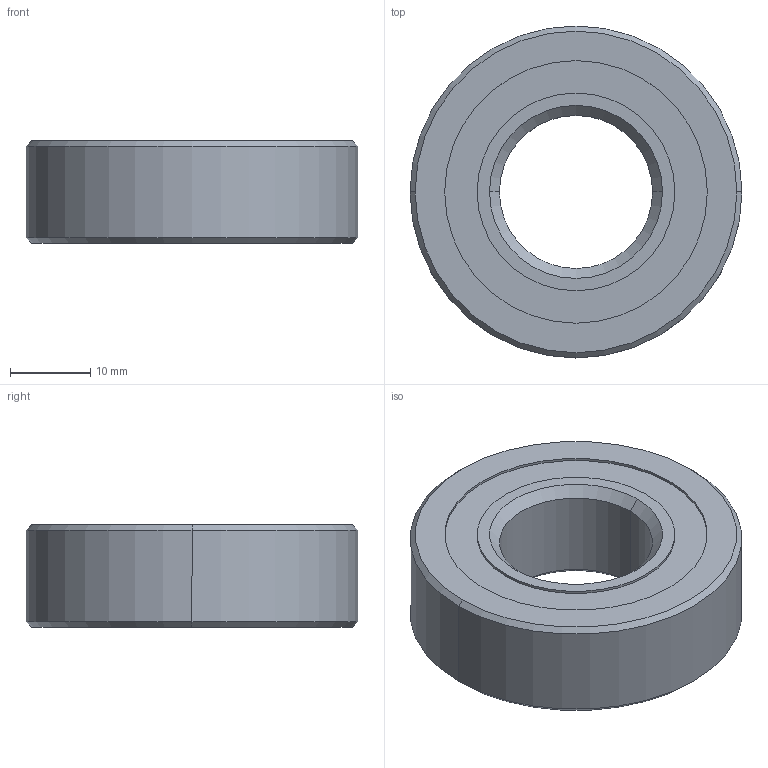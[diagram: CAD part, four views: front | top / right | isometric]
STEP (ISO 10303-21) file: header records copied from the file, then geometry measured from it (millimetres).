
FILE_DESCRIPTION (( 'STEP AP203' ), '1' );
FILE_NAME ('6384K79_Ball Bearing_6384K79_sldprt.STEP', '2023-01-20T01:33:26', ( '' ), ( '' ), 'SwSTEP 2.0', 'SolidWorks 2022', '' );
FILE_SCHEMA (( 'CONFIG_CONTROL_DESIGN' ));
Length unit declared in the file: inch
Products named in the file (1): 6384K79_Ball Bearing_6384K79_sldprt
Bounding box: 41.27 x 41.27 x 12.7 mm (x, y, z)
Volume: 11586.3 mm3; surface area: 10626.1 mm2
Topology: 18 solids, 18 shells, 74 faces, 190 edges, 126 vertices
Faces by surface type: sphere 28, cylinder 22, cone 10, plane 10, torus 4
Entity records: 1829 total; most frequent: DIRECTION 358, CARTESIAN_POINT 279, ORIENTED_EDGE 240, AXIS2_PLACEMENT_3D 163, EDGE_CURVE 120, CIRCLE 88, VERTEX_POINT 84, EDGE_LOOP 84
